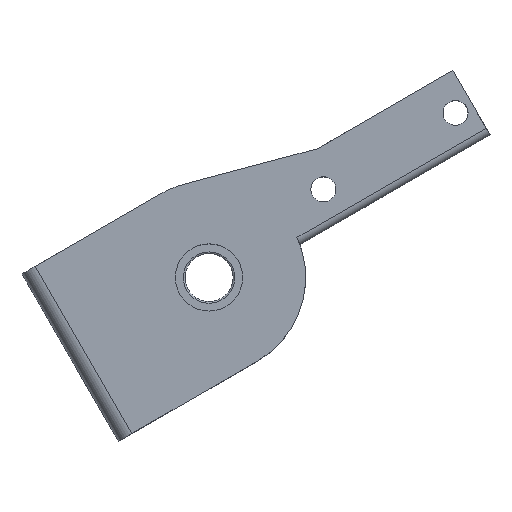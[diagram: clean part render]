
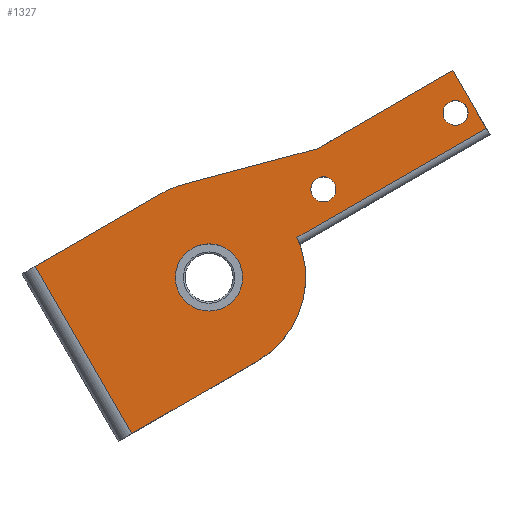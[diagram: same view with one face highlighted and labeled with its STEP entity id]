
A CAD part, top view. The second image highlights one B-rep face of the part: STEP entity #1327.
In plain terms, the highlighted planar face has unit normal (0, 0, 1).
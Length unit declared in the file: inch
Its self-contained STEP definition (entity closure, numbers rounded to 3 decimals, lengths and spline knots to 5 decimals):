
#81=FACE_BOUND('',#340,.T.);
#82=FACE_BOUND('',#341,.T.);
#83=FACE_BOUND('',#342,.T.);
#116=PLANE('',#1527);
#229=FACE_OUTER_BOUND('',#339,.T.);
#339=EDGE_LOOP('',(#1218,#1219,#1220,#1221,#1222,#1223,#1224,#1225,#1226));
#340=EDGE_LOOP('',(#1227));
#341=EDGE_LOOP('',(#1228));
#342=EDGE_LOOP('',(#1229));
#380=LINE('',#2222,#460);
#383=LINE('',#2229,#463);
#392=LINE('',#2257,#472);
#395=LINE('',#2290,#475);
#397=LINE('',#2294,#477);
#404=LINE('',#2311,#484);
#422=LINE('',#2356,#502);
#460=VECTOR('',#1840,0.3937);
#463=VECTOR('',#1847,0.3937);
#472=VECTOR('',#1874,0.3937);
#475=VECTOR('',#1887,0.3937);
#477=VECTOR('',#1891,0.3937);
#484=VECTOR('',#1904,0.3937);
#502=VECTOR('',#1952,0.3937);
#565=CIRCLE('',#1468,0.22031);
#585=CIRCLE('',#1502,0.633);
#586=CIRCLE('',#1504,0.633);
#591=CIRCLE('',#1516,0.08201);
#592=CIRCLE('',#1520,0.08201);
#655=VERTEX_POINT('',#2163);
#676=VERTEX_POINT('',#2219);
#677=VERTEX_POINT('',#2221);
#679=VERTEX_POINT('',#2227);
#689=VERTEX_POINT('',#2255);
#690=VERTEX_POINT('',#2259);
#693=VERTEX_POINT('',#2276);
#694=VERTEX_POINT('',#2289);
#695=VERTEX_POINT('',#2293);
#702=VERTEX_POINT('',#2309);
#709=VERTEX_POINT('',#2331);
#714=VERTEX_POINT('',#2343);
#798=EDGE_CURVE('',#655,#655,#565,.T.);
#826=EDGE_CURVE('',#677,#676,#380,.T.);
#830=EDGE_CURVE('',#679,#676,#383,.T.);
#844=EDGE_CURVE('',#689,#679,#392,.T.);
#845=EDGE_CURVE('',#690,#677,#585,.T.);
#850=EDGE_CURVE('',#689,#693,#586,.T.);
#851=EDGE_CURVE('',#694,#690,#395,.T.);
#853=EDGE_CURVE('',#694,#695,#397,.T.);
#862=EDGE_CURVE('',#702,#693,#404,.T.);
#873=EDGE_CURVE('',#709,#709,#591,.T.);
#879=EDGE_CURVE('',#714,#714,#592,.T.);
#886=EDGE_CURVE('',#702,#695,#422,.T.);
#1218=ORIENTED_EDGE('',*,*,#830,.F.);
#1219=ORIENTED_EDGE('',*,*,#844,.F.);
#1220=ORIENTED_EDGE('',*,*,#850,.T.);
#1221=ORIENTED_EDGE('',*,*,#862,.F.);
#1222=ORIENTED_EDGE('',*,*,#886,.T.);
#1223=ORIENTED_EDGE('',*,*,#853,.F.);
#1224=ORIENTED_EDGE('',*,*,#851,.T.);
#1225=ORIENTED_EDGE('',*,*,#845,.T.);
#1226=ORIENTED_EDGE('',*,*,#826,.T.);
#1227=ORIENTED_EDGE('',*,*,#798,.T.);
#1228=ORIENTED_EDGE('',*,*,#873,.T.);
#1229=ORIENTED_EDGE('',*,*,#879,.T.);
#1327=ADVANCED_FACE('',(#229,#81,#82,#83),#116,.T.);
#1468=AXIS2_PLACEMENT_3D('',#2164,#1782,#1783);
#1502=AXIS2_PLACEMENT_3D('',#2260,#1877,#1878);
#1504=AXIS2_PLACEMENT_3D('',#2287,#1883,#1884);
#1516=AXIS2_PLACEMENT_3D('',#2333,#1925,#1926);
#1520=AXIS2_PLACEMENT_3D('',#2345,#1936,#1937);
#1527=AXIS2_PLACEMENT_3D('',#2359,#1957,#1958);
#1782=DIRECTION('center_axis',(0.,0.,-1.));
#1783=DIRECTION('ref_axis',(-1.,0.,0.));
#1840=DIRECTION('',(-0.866,-0.5,0.));
#1847=DIRECTION('',(-0.5,0.866,0.));
#1874=DIRECTION('',(-0.866,-0.5,0.));
#1877=DIRECTION('center_axis',(0.,0.,1.));
#1878=DIRECTION('ref_axis',(1.,0.,0.));
#1883=DIRECTION('center_axis',(0.,0.,1.));
#1884=DIRECTION('ref_axis',(1.,0.,0.));
#1887=DIRECTION('',(-0.967,-0.257,0.));
#1891=DIRECTION('',(0.866,0.5,0.));
#1904=DIRECTION('',(-0.866,-0.5,0.));
#1925=DIRECTION('center_axis',(0.,0.,
-1.));
#1926=DIRECTION('ref_axis',(0.866,0.5,0.));
#1936=DIRECTION('center_axis',(0.,0.,
-1.));
#1937=DIRECTION('ref_axis',(0.866,0.5,0.));
#1952=DIRECTION('',(-0.5,0.866,0.));
#1957=DIRECTION('center_axis',(0.,0.,1.));
#1958=DIRECTION('ref_axis',(1.,0.,0.));
#2163=CARTESIAN_POINT('',(-1.58303,0.39996,0.));
#2164=CARTESIAN_POINT('Origin',(-1.80334,0.39996,0.));
#2219=CARTESIAN_POINT('',(-2.94257,0.47316,0.));
#2221=CARTESIAN_POINT('',(-2.11984,0.94816,0.));
#2222=CARTESIAN_POINT('',(-2.11984,0.94816,0.));
#2227=CARTESIAN_POINT('',(-2.30957,-0.62323,0.));
#2229=CARTESIAN_POINT('',(-2.46782,-0.34913,0.));
#2255=CARTESIAN_POINT('',(-1.48684,-0.14823,0.));
#2257=CARTESIAN_POINT('',(-1.48684,-0.14823,0.));
#2259=CARTESIAN_POINT('',(-1.96576,1.01177,0.));
#2260=CARTESIAN_POINT('Origin',(-1.80334,0.39996,0.));
#2276=CARTESIAN_POINT('',(-1.22719,0.66213,0.));
#2287=CARTESIAN_POINT('Origin',(-1.80334,0.39996,0.));
#2289=CARTESIAN_POINT('',(-1.0954,1.24282,0.));
#2290=CARTESIAN_POINT('',(-1.0954,1.24282,0.));
#2293=CARTESIAN_POINT('',(-0.20597,1.75633,0.));
#2294=CARTESIAN_POINT('',(-1.39593,1.06931,0.));
#2309=CARTESIAN_POINT('',(0.01253,1.37788,0.));
#2311=CARTESIAN_POINT('',(-0.86695,0.87011,0.));
#2331=CARTESIAN_POINT('',(-0.25942,1.4368,0.));
#2333=CARTESIAN_POINT('Origin',(-0.1884,1.4778,0.));
#2343=CARTESIAN_POINT('',(-1.12545,0.9368,0.));
#2345=CARTESIAN_POINT('Origin',(-1.05443,0.9778,0.));
#2356=CARTESIAN_POINT('',(0.03753,1.33458,0.));
#2359=CARTESIAN_POINT('Origin',(-1.80334,0.39996,0.));
